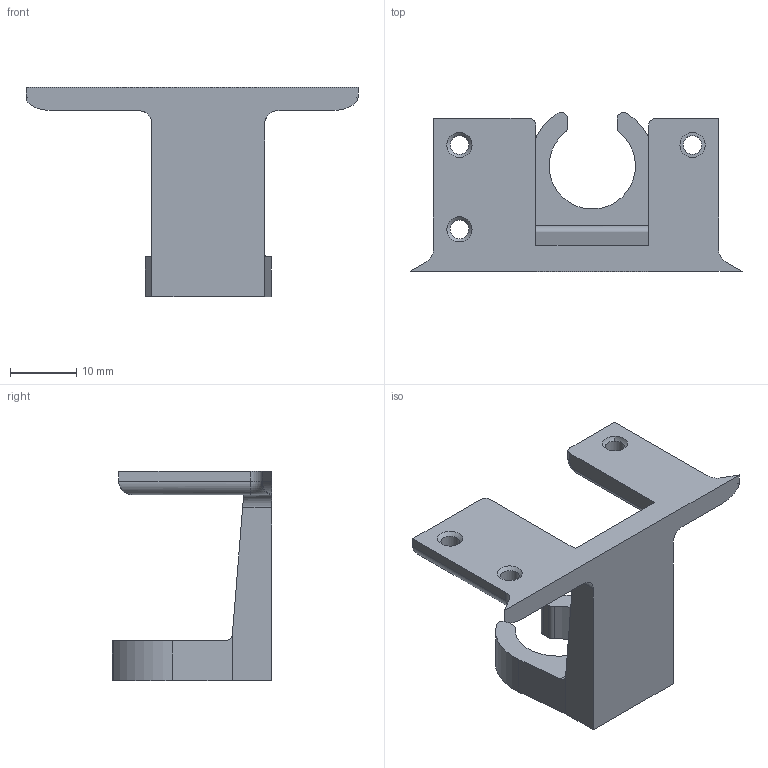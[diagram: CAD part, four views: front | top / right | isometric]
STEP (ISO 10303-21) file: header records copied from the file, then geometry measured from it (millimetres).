
FILE_DESCRIPTION(/* description */ (''),/* implementation_level */ '2;1');
FILE_NAME(/* name */ 'mocowanie_przewodu.stp',/* time_stamp */ '2018-06-24T20:03:00+02:00',/* author */ ('petrz'),/* organization */ (''),/* preprocessor_version */ 'ST-DEVELOPER v17',/* originating_system */ 'Autodesk Inventor 2019',/* authorisation */ '');
FILE_SCHEMA (('AUTOMOTIVE_DESIGN { 1 0 10303 214 3 1 1 }'));
Length unit declared in the file: millimetre
Products named in the file (1): mocowanie_przewodu
Bounding box: 50 x 23.95 x 31.5 mm (x, y, z)
Volume: 5720.3 mm3; surface area: 3907.4 mm2
Topology: 1 solids, 1 shells, 55 faces, 142 edges, 89 vertices
Faces by surface type: cylinder 25, plane 21, torus 4, cone 3, bspline 2
Full cylindrical faces by diameter (mm): 2.8 x3
Entity records: 1740 total; most frequent: CARTESIAN_POINT 309, DIRECTION 307, ORIENTED_EDGE 284, EDGE_CURVE 142, AXIS2_PLACEMENT_3D 113, VERTEX_POINT 89, LINE 81, VECTOR 81
